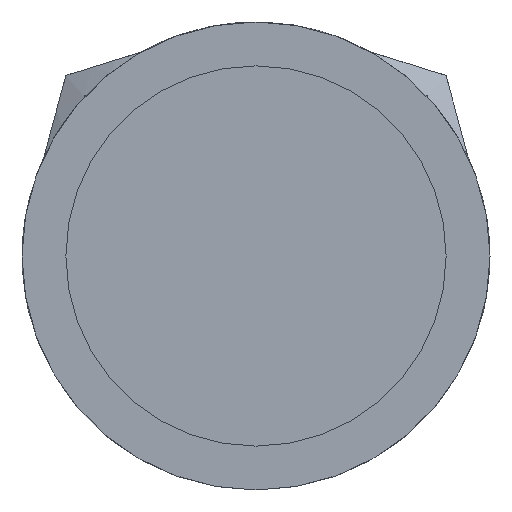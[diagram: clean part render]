
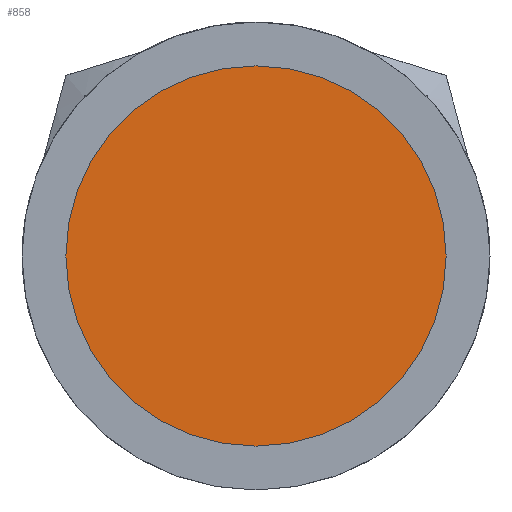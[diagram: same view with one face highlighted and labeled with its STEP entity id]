
A CAD part, front view. The second image highlights one B-rep face of the part: STEP entity #858.
In plain terms, the highlighted planar face has unit normal (0, -1, 0).
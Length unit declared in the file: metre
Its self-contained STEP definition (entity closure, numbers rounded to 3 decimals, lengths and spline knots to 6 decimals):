
#53=CIRCLE('',#955,0.0032);
#137=ORIENTED_EDGE('',*,*,#354,.T.);
#354=EDGE_CURVE('',#467,#467,#53,.T.);
#467=VERTEX_POINT('',#1346);
#697=EDGE_LOOP('',(#137));
#759=FACE_BOUND('',#697,.T.);
#817=PLANE('',#954);
#858=ADVANCED_FACE('',(#759),#817,.T.);
#954=AXIS2_PLACEMENT_3D('',#1344,#1090,#1091);
#955=AXIS2_PLACEMENT_3D('',#1345,#1092,#1093);
#1090=DIRECTION('',(0.,-1.,0.));
#1091=DIRECTION('',(1.,0.,0.));
#1092=DIRECTION('',(0.,-1.,0.));
#1093=DIRECTION('',(0.,0.,-1.));
#1344=CARTESIAN_POINT('',(-0.052887,-0.006992,0.00251));
#1345=CARTESIAN_POINT('',(-0.052887,-0.006992,0.00251));
#1346=CARTESIAN_POINT('',(-0.052887,-0.006992,-0.00069));
